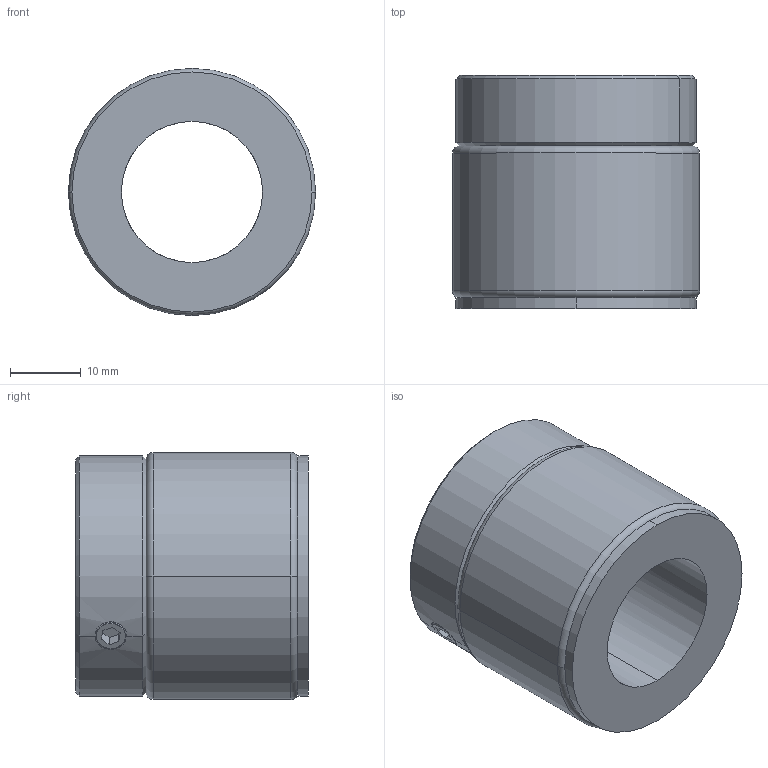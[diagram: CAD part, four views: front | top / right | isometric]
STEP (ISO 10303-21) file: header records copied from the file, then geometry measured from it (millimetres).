
FILE_DESCRIPTION (( 'STEP AP203' ), '1' );
FILE_NAME ('MAG-AM3521C-P08-ID20.STEP', '2020-05-13T08:56:05', ( '' ), ( '' ), 'SwSTEP 2.0', 'SolidWorks 2019', '' );
FILE_SCHEMA (( 'CONFIG_CONTROL_DESIGN' ));
Length unit declared in the file: millimetre
Products named in the file (5): MAG-3521-磁圈; MAG-BSC-OD34-ID20-L33 磁性環襯套; MAG-AM3521C-P08-ID20; MAG-RAL-OD34-ID22-4-L10-M5 鋁束環; hexagon socket set screw flat point_jis_JIS B 1177 Flat point M5 x 3 --S
Assembly tree (5 placements, depth 2):
  MAG-AM3521C-P08-ID20
    MAG-BSC-OD34-ID20-L33 磁性環襯套
    MAG-3521-磁圈
    MAG-RAL-OD34-ID22-4-L10-M5 鋁束環
    hexagon socket set screw flat point_jis_JIS B 1177 Flat point M5 x 3 --S  x2
Bounding box: 35 x 33 x 35 mm (x, y, z)
Volume: 20412 mm3; surface area: 13705.7 mm2
Topology: 5 solids, 5 shells, 124 faces, 311 edges, 198 vertices
Faces by surface type: cone 48, plane 37, cylinder 35, torus 4
Entity records: 3454 total; most frequent: CARTESIAN_POINT 686, DIRECTION 507, ORIENTED_EDGE 446, EDGE_CURVE 223, AXIS2_PLACEMENT_3D 199, VERTEX_POINT 142, VECTOR 109, LINE 109
